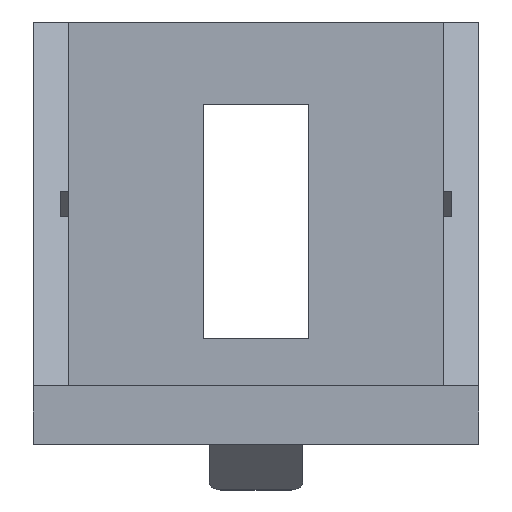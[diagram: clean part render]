
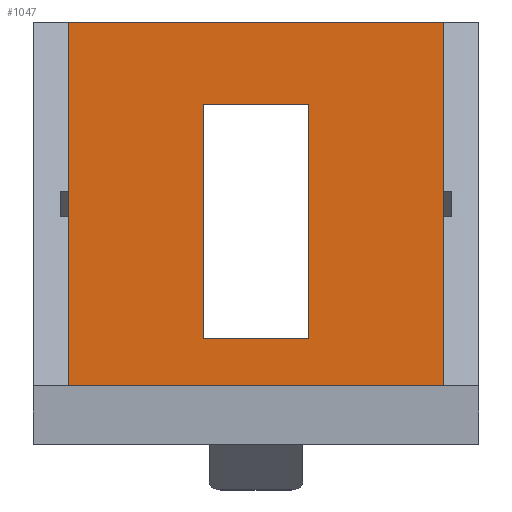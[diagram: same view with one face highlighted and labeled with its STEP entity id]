
A CAD part, left-side view. The second image highlights one B-rep face of the part: STEP entity #1047.
In plain terms, the highlighted planar face has unit normal (-1, 0, 0).
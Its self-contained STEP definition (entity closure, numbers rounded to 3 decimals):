
#33=PLANE('',#1123);
#99=LINE('',#1552,#228);
#102=LINE('',#1558,#231);
#105=LINE('',#1564,#234);
#106=LINE('',#1567,#235);
#107=LINE('',#1569,#236);
#108=LINE('',#1571,#237);
#109=LINE('',#1572,#238);
#110=LINE('',#1573,#239);
#228=VECTOR('',#1252,1000.);
#231=VECTOR('',#1257,1000.);
#234=VECTOR('',#1262,1000.);
#235=VECTOR('',#1263,1000.);
#236=VECTOR('',#1264,1000.);
#237=VECTOR('',#1265,1000.);
#238=VECTOR('',#1266,1000.);
#239=VECTOR('',#1267,1000.);
#386=ORIENTED_EDGE('',*,*,#671,.T.);
#387=ORIENTED_EDGE('',*,*,#672,.T.);
#388=ORIENTED_EDGE('',*,*,#673,.T.);
#389=ORIENTED_EDGE('',*,*,#674,.T.);
#390=ORIENTED_EDGE('',*,*,#675,.T.);
#391=ORIENTED_EDGE('',*,*,#668,.F.);
#392=ORIENTED_EDGE('',*,*,#676,.F.);
#393=ORIENTED_EDGE('',*,*,#665,.T.);
#665=EDGE_CURVE('',#809,#808,#99,.T.);
#668=EDGE_CURVE('',#810,#811,#102,.T.);
#671=EDGE_CURVE('',#813,#814,#105,.T.);
#672=EDGE_CURVE('',#814,#815,#106,.T.);
#673=EDGE_CURVE('',#815,#816,#107,.T.);
#674=EDGE_CURVE('',#816,#813,#108,.T.);
#675=EDGE_CURVE('',#808,#811,#109,.T.);
#676=EDGE_CURVE('',#809,#810,#110,.T.);
#808=VERTEX_POINT('',#1551);
#809=VERTEX_POINT('',#1553);
#810=VERTEX_POINT('',#1557);
#811=VERTEX_POINT('',#1559);
#813=VERTEX_POINT('',#1565);
#814=VERTEX_POINT('',#1566);
#815=VERTEX_POINT('',#1568);
#816=VERTEX_POINT('',#1570);
#910=EDGE_LOOP('',(#386,#387,#388,#389));
#911=EDGE_LOOP('',(#390,#391,#392,#393));
#973=FACE_BOUND('',#910,.T.);
#974=FACE_BOUND('',#911,.T.);
#1047=ADVANCED_FACE('',(#973,#974),#33,.T.);
#1123=AXIS2_PLACEMENT_3D('',#1563,#1260,#1261);
#1252=DIRECTION('',(0.,0.,-1.));
#1257=DIRECTION('',(0.,0.,-1.));
#1260=DIRECTION('',(-1.,0.,0.));
#1261=DIRECTION('',(0.,0.,1.));
#1262=DIRECTION('',(0.,1.,0.));
#1263=DIRECTION('',(0.,0.,1.));
#1264=DIRECTION('',(0.,-1.,0.));
#1265=DIRECTION('',(0.,0.,-1.));
#1266=DIRECTION('',(0.,-1.,0.));
#1267=DIRECTION('',(0.,-1.,0.));
#1551=CARTESIAN_POINT('',(13.,16.,5.));
#1552=CARTESIAN_POINT('',(13.,16.,36.));
#1553=CARTESIAN_POINT('',(13.,16.,36.));
#1557=CARTESIAN_POINT('',(13.,-16.,36.));
#1558=CARTESIAN_POINT('',(13.,-16.,36.));
#1559=CARTESIAN_POINT('',(13.,-16.,5.));
#1563=CARTESIAN_POINT('',(13.,16.,36.));
#1564=CARTESIAN_POINT('',(13.,-4.5,9.));
#1565=CARTESIAN_POINT('',(13.,-4.5,9.));
#1566=CARTESIAN_POINT('',(13.,4.5,9.));
#1567=CARTESIAN_POINT('',(13.,4.5,10.5));
#1568=CARTESIAN_POINT('',(13.,4.5,29.));
#1569=CARTESIAN_POINT('',(13.,4.5,29.));
#1570=CARTESIAN_POINT('',(13.,-4.5,29.));
#1571=CARTESIAN_POINT('',(13.,-4.5,30.5));
#1572=CARTESIAN_POINT('',(13.,16.,5.));
#1573=CARTESIAN_POINT('',(13.,16.,36.));
